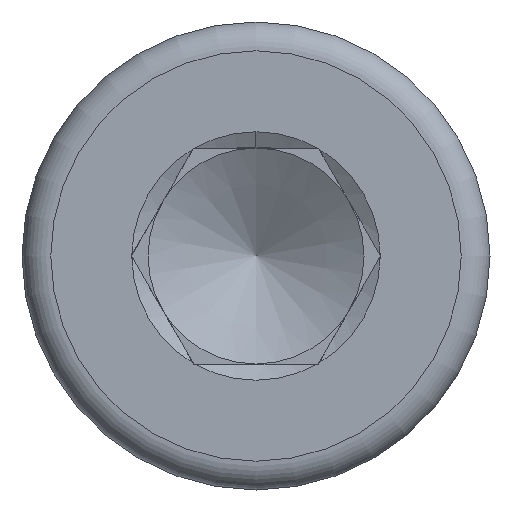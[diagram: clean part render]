
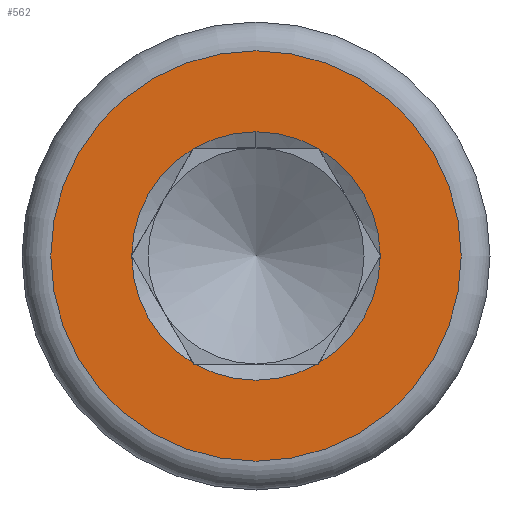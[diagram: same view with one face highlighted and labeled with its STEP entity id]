
A CAD part, left-side view. The second image highlights one B-rep face of the part: STEP entity #562.
In plain terms, the highlighted planar face has unit normal (-1, 0, 0).
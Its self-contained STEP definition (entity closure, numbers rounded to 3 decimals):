
#83=VECTOR('',#653,1.);
#88=VECTOR('',#658,1.);
#89=VECTOR('',#660,1.);
#93=VECTOR('',#664,1.);
#94=VECTOR('',#666,1.);
#98=VECTOR('',#670,1.);
#99=VECTOR('',#672,1.);
#104=VECTOR('',#677,1.);
#105=VECTOR('',#679,1.);
#108=VECTOR('',#682,1.);
#113=VECTOR('',#736,1.);
#114=VECTOR('',#739,1.);
#118=LINE('',#790,#83);
#123=LINE('',#799,#88);
#124=LINE('',#806,#89);
#128=LINE('',#812,#93);
#129=LINE('',#819,#94);
#133=LINE('',#825,#98);
#134=LINE('',#832,#99);
#139=LINE('',#841,#104);
#140=LINE('',#852,#105);
#143=LINE('',#855,#108);
#148=LINE('',#904,#113);
#149=LINE('',#908,#114);
#170=PLANE('',#615);
#182=VERTEX_POINT('',#788);
#183=VERTEX_POINT('',#789);
#184=VERTEX_POINT('',#791);
#187=VERTEX_POINT('',#798);
#188=VERTEX_POINT('',#804);
#189=VERTEX_POINT('',#805);
#190=VERTEX_POINT('',#807);
#192=VERTEX_POINT('',#817);
#193=VERTEX_POINT('',#818);
#194=VERTEX_POINT('',#820);
#196=VERTEX_POINT('',#830);
#197=VERTEX_POINT('',#831);
#198=VERTEX_POINT('',#833);
#201=VERTEX_POINT('',#840);
#203=VERTEX_POINT('',#847);
#204=VERTEX_POINT('',#851);
#206=VERTEX_POINT('',#859);
#207=VERTEX_POINT('',#868);
#217=VERTEX_POINT('',#905);
#218=VERTEX_POINT('',#907);
#229=CIRCLE('',#591,5.7);
#231=CIRCLE('',#595,3.45);
#243=CIRCLE('',#616,3.45);
#244=CIRCLE('',#617,3.45);
#245=CIRCLE('',#618,3.45);
#246=CIRCLE('',#619,3.45);
#247=CIRCLE('',#620,3.45);
#248=CIRCLE('',#621,3.45);
#260=EDGE_CURVE('',#184,#182,#118,.T.);
#265=EDGE_CURVE('',#187,#183,#123,.F.);
#267=EDGE_CURVE('',#190,#188,#124,.T.);
#271=EDGE_CURVE('',#184,#189,#128,.F.);
#273=EDGE_CURVE('',#194,#192,#129,.T.);
#277=EDGE_CURVE('',#190,#193,#133,.F.);
#279=EDGE_CURVE('',#198,#196,#134,.T.);
#284=EDGE_CURVE('',#201,#197,#139,.F.);
#287=EDGE_CURVE('',#187,#204,#140,.T.);
#290=EDGE_CURVE('',#198,#203,#143,.F.);
#292=EDGE_CURVE('',#206,#206,#229,.T.);
#295=EDGE_CURVE('',#204,#207,#231,.T.);
#311=EDGE_CURVE('',#196,#197,#243,.F.);
#312=EDGE_CURVE('',#201,#217,#148,.F.);
#313=EDGE_CURVE('',#217,#218,#244,.F.);
#314=EDGE_CURVE('',#194,#218,#149,.T.);
#315=EDGE_CURVE('',#193,#192,#245,.T.);
#316=EDGE_CURVE('',#189,#188,#246,.T.);
#317=EDGE_CURVE('',#182,#183,#247,.F.);
#318=EDGE_CURVE('',#207,#203,#248,.F.);
#422=ORIENTED_EDGE('',*,*,#292,.F.);
#423=ORIENTED_EDGE('',*,*,#290,.F.);
#424=ORIENTED_EDGE('',*,*,#279,.T.);
#425=ORIENTED_EDGE('',*,*,#311,.T.);
#426=ORIENTED_EDGE('',*,*,#284,.F.);
#427=ORIENTED_EDGE('',*,*,#312,.T.);
#428=ORIENTED_EDGE('',*,*,#313,.T.);
#429=ORIENTED_EDGE('',*,*,#314,.F.);
#430=ORIENTED_EDGE('',*,*,#273,.T.);
#431=ORIENTED_EDGE('',*,*,#315,.F.);
#432=ORIENTED_EDGE('',*,*,#277,.F.);
#433=ORIENTED_EDGE('',*,*,#267,.T.);
#434=ORIENTED_EDGE('',*,*,#316,.F.);
#435=ORIENTED_EDGE('',*,*,#271,.F.);
#436=ORIENTED_EDGE('',*,*,#260,.T.);
#437=ORIENTED_EDGE('',*,*,#317,.T.);
#438=ORIENTED_EDGE('',*,*,#265,.F.);
#439=ORIENTED_EDGE('',*,*,#287,.T.);
#440=ORIENTED_EDGE('',*,*,#295,.T.);
#441=ORIENTED_EDGE('',*,*,#318,.T.);
#493=EDGE_LOOP('',(#422));
#494=EDGE_LOOP('',(#423,#424,#425,#426,#427,#428,#429,#430,#431,#432,#433,
#434,#435,#436,#437,#438,#439,#440,#441));
#529=FACE_BOUND('',#493,.T.);
#530=FACE_BOUND('',#494,.T.);
#562=ADVANCED_FACE('',(#529,#530),#170,.F.);
#591=AXIS2_PLACEMENT_3D('',#860,#686,#687);
#595=AXIS2_PLACEMENT_3D('',#869,#693,#694);
#615=AXIS2_PLACEMENT_3D('',#902,#733,$);
#616=AXIS2_PLACEMENT_3D('',#903,#734,#735);
#617=AXIS2_PLACEMENT_3D('',#906,#737,#738);
#618=AXIS2_PLACEMENT_3D('',#909,#740,#741);
#619=AXIS2_PLACEMENT_3D('',#910,#742,#743);
#620=AXIS2_PLACEMENT_3D('',#911,#744,#745);
#621=AXIS2_PLACEMENT_3D('',#912,#746,#747);
#653=DIRECTION('',(0.,-0.5,0.866));
#658=DIRECTION('',(0.,-0.5,0.866));
#660=DIRECTION('',(0.,0.5,0.866));
#664=DIRECTION('',(0.,0.5,0.866));
#666=DIRECTION('',(0.,1.,0.));
#670=DIRECTION('',(0.,1.,0.));
#672=DIRECTION('',(0.,-0.5,-0.866));
#677=DIRECTION('',(0.,-0.5,-0.866));
#679=DIRECTION('',(0.,-1.,0.));
#682=DIRECTION('',(0.,-1.,0.));
#686=DIRECTION('',(1.,0.,0.));
#687=DIRECTION('',(0.,0.,-5.7));
#693=DIRECTION('',(1.,0.,0.));
#694=DIRECTION('',(0.,0.,3.45));
#733=DIRECTION('',(1.,0.,0.));
#734=DIRECTION('',(-1.,0.,0.));
#735=DIRECTION('',(0.,0.,3.45));
#736=DIRECTION('',(0.,-0.5,0.866));
#737=DIRECTION('',(-1.,0.,0.));
#738=DIRECTION('',(0.,0.,3.45));
#739=DIRECTION('',(0.,-0.5,0.866));
#740=DIRECTION('',(-1.,0.,0.));
#741=DIRECTION('',(0.,0.,3.45));
#742=DIRECTION('',(-1.,0.,0.));
#743=DIRECTION('',(0.,0.,3.45));
#744=DIRECTION('',(-1.,0.,0.));
#745=DIRECTION('',(0.,0.,3.45));
#746=DIRECTION('',(-1.,0.,0.));
#747=DIRECTION('',(0.,0.,3.45));
#788=CARTESIAN_POINT('',(-8.,3.45,0.025));
#789=CARTESIAN_POINT('',(-8.,1.746,2.975));
#790=CARTESIAN_POINT('',(-8.,3.031,0.75));
#791=CARTESIAN_POINT('',(-8.,3.464,0.));
#798=CARTESIAN_POINT('',(-8.,1.732,3.));
#799=CARTESIAN_POINT('',(-8.,3.031,0.75));
#804=CARTESIAN_POINT('',(-8.,1.746,-2.975));
#805=CARTESIAN_POINT('',(-8.,3.45,-0.025));
#806=CARTESIAN_POINT('',(-8.,2.165,-2.25));
#807=CARTESIAN_POINT('',(-8.,1.732,-3.));
#812=CARTESIAN_POINT('',(-8.,2.165,-2.25));
#817=CARTESIAN_POINT('',(-8.,-1.704,-3.));
#818=CARTESIAN_POINT('',(-8.,1.704,-3.));
#819=CARTESIAN_POINT('',(-8.,-0.866,-3.));
#820=CARTESIAN_POINT('',(-8.,-1.732,-3.));
#825=CARTESIAN_POINT('',(-8.,-0.866,-3.));
#830=CARTESIAN_POINT('',(-8.,-1.746,2.975));
#831=CARTESIAN_POINT('',(-8.,-3.45,0.025));
#832=CARTESIAN_POINT('',(-8.,-2.165,2.25));
#833=CARTESIAN_POINT('',(-8.,-1.732,3.));
#840=CARTESIAN_POINT('',(-8.,-3.464,0.));
#841=CARTESIAN_POINT('',(-8.,-2.165,2.25));
#847=CARTESIAN_POINT('',(-8.,-1.704,3.));
#851=CARTESIAN_POINT('',(-8.,1.704,3.));
#852=CARTESIAN_POINT('',(-8.,0.866,3.));
#855=CARTESIAN_POINT('',(-8.,0.866,3.));
#859=CARTESIAN_POINT('',(-8.,0.,-5.7));
#860=CARTESIAN_POINT('',(-8.,0.,0.));
#868=CARTESIAN_POINT('',(-8.,0.,3.45));
#869=CARTESIAN_POINT('',(-8.,0.,0.));
#902=CARTESIAN_POINT('',(-8.,0.,0.));
#903=CARTESIAN_POINT('',(-8.,0.,0.));
#904=CARTESIAN_POINT('',(-8.,-3.031,-0.75));
#905=CARTESIAN_POINT('',(-8.,-3.45,-0.025));
#906=CARTESIAN_POINT('',(-8.,0.,0.));
#907=CARTESIAN_POINT('',(-8.,-1.746,-2.975));
#908=CARTESIAN_POINT('',(-8.,-3.031,-0.75));
#909=CARTESIAN_POINT('',(-8.,0.,0.));
#910=CARTESIAN_POINT('',(-8.,0.,0.));
#911=CARTESIAN_POINT('',(-8.,0.,0.));
#912=CARTESIAN_POINT('',(-8.,0.,0.));
